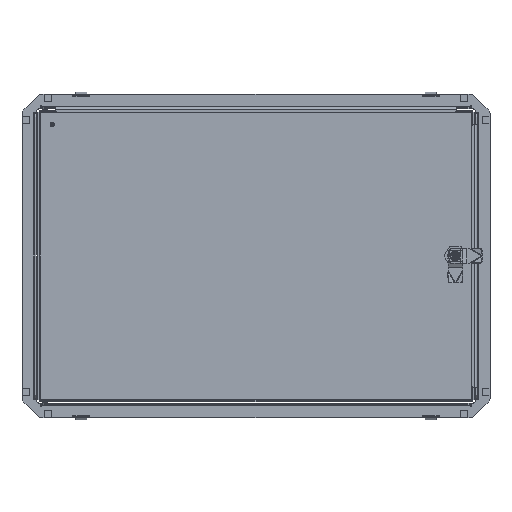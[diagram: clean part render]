
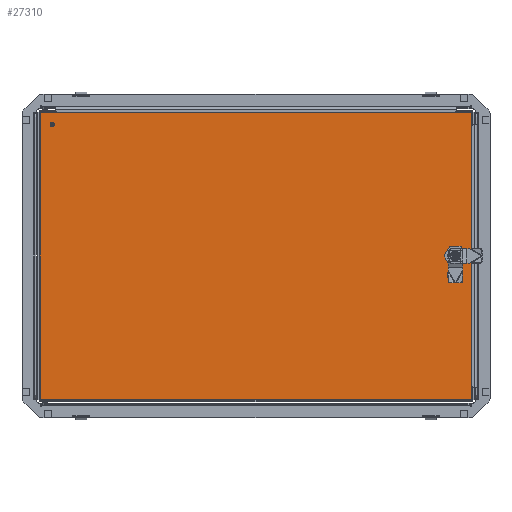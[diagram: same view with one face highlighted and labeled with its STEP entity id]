
A CAD part, front view. The second image highlights one B-rep face of the part: STEP entity #27310.
In plain terms, the highlighted face is planar.
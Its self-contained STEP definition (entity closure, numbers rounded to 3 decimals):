
#126 = ORIENTED_EDGE ( 'NONE', *, *, #23883, .T. ) ;
#390 = EDGE_CURVE ( 'NONE', #17095, #4780, #5337, .T. ) ;
#586 = ORIENTED_EDGE ( 'NONE', *, *, #4776, .T. ) ;
#674 = ORIENTED_EDGE ( 'NONE', *, *, #915, .T. ) ;
#748 = VERTEX_POINT ( 'NONE', #23930 ) ;
#871 = CIRCLE ( 'NONE', #16998, 3. ) ;
#915 = EDGE_CURVE ( 'NONE', #28972, #19315, #20760, .T. ) ;
#1462 = CARTESIAN_POINT ( 'NONE',  ( -298.75, 0., -2. ) ) ;
#1776 = DIRECTION ( 'NONE',  ( 0., 0., -1. ) ) ;
#2104 = CARTESIAN_POINT ( 'NONE',  ( -298.75, -198.5, -2. ) ) ;
#2218 = CARTESIAN_POINT ( 'NONE',  ( 276.25, 0., -2. ) ) ;
#2966 = DIRECTION ( 'NONE',  ( 1., 0., 0. ) ) ;
#3027 = LINE ( 'NONE', #7613, #8443 ) ;
#3054 = DIRECTION ( 'NONE',  ( 0., 1., 0. ) ) ;
#3426 = DIRECTION ( 'NONE',  ( 0., 0., 1. ) ) ;
#3573 = VERTEX_POINT ( 'NONE', #10950 ) ;
#3920 = EDGE_CURVE ( 'NONE', #4780, #18793, #12112, .T. ) ;
#4012 = VERTEX_POINT ( 'NONE', #26718 ) ;
#4239 = ORIENTED_EDGE ( 'NONE', *, *, #3920, .T. ) ;
#4255 = ORIENTED_EDGE ( 'NONE', *, *, #6360, .T. ) ;
#4282 = AXIS2_PLACEMENT_3D ( 'NONE', #2218, #27662, #11232 ) ;
#4297 = CARTESIAN_POINT ( 'NONE',  ( 286.3, 5.056, -2. ) ) ;
#4539 = DIRECTION ( 'NONE',  ( 1., 0., 0. ) ) ;
#4697 = EDGE_CURVE ( 'NONE', #7818, #8451, #871, .T. ) ;
#4748 = DIRECTION ( 'NONE',  ( 1., 0., 0. ) ) ;
#4776 = EDGE_CURVE ( 'NONE', #11829, #748, #27618, .T. ) ;
#4780 = VERTEX_POINT ( 'NONE', #4297 ) ;
#4826 = DIRECTION ( 'NONE',  ( -1., 0., 0. ) ) ;
#4870 = DIRECTION ( 'NONE',  ( 0., -1., 0. ) ) ;
#5129 = EDGE_LOOP ( 'NONE', ( #24598, #674, #20210, #15707 ) ) ;
#5328 = VECTOR ( 'NONE', #27822, 1000. ) ;
#5337 = LINE ( 'NONE', #14524, #28505 ) ;
#5737 = VERTEX_POINT ( 'NONE', #9319 ) ;
#5972 = EDGE_CURVE ( 'NONE', #3573, #11829, #25334, .T. ) ;
#6031 = LINE ( 'NONE', #1462, #28642 ) ;
#6198 = AXIS2_PLACEMENT_3D ( 'NONE', #9123, #18461, #27844 ) ;
#6360 = EDGE_CURVE ( 'NONE', #26227, #3573, #16528, .T. ) ;
#7128 = CARTESIAN_POINT ( 'NONE',  ( 0., 0., -2. ) ) ;
#7613 = CARTESIAN_POINT ( 'NONE',  ( 298.75, 0., -2. ) ) ;
#7724 = AXIS2_PLACEMENT_3D ( 'NONE', #25533, #13879, #20149 ) ;
#7818 = VERTEX_POINT ( 'NONE', #26305 ) ;
#7941 = CARTESIAN_POINT ( 'NONE',  ( 281.306, 10.05, -2. ) ) ;
#8443 = VECTOR ( 'NONE', #4870, 1000. ) ;
#8451 = VERTEX_POINT ( 'NONE', #14892 ) ;
#9123 = CARTESIAN_POINT ( 'NONE',  ( -282.25, -182., -2. ) ) ;
#9157 = CIRCLE ( 'NONE', #6198, 3. ) ;
#9319 = CARTESIAN_POINT ( 'NONE',  ( 298.75, -198.5, -2. ) ) ;
#9771 = DIRECTION ( 'NONE',  ( -1., 0., 0. ) ) ;
#10660 = VECTOR ( 'NONE', #4748, 1000. ) ;
#10950 = CARTESIAN_POINT ( 'NONE',  ( 266.2, -5.056, -2. ) ) ;
#11232 = DIRECTION ( 'NONE',  ( 1., 0., 0. ) ) ;
#11829 = VERTEX_POINT ( 'NONE', #16694 ) ;
#11894 = CARTESIAN_POINT ( 'NONE',  ( 0., -198.5, -2. ) ) ;
#11996 = EDGE_CURVE ( 'NONE', #5737, #24933, #30298, .T. ) ;
#12080 = CARTESIAN_POINT ( 'NONE',  ( -282.25, -182., -2. ) ) ;
#12112 = CIRCLE ( 'NONE', #20404, 11.25 ) ;
#12176 = EDGE_CURVE ( 'NONE', #18793, #4012, #18437, .T. ) ;
#12468 = DIRECTION ( 'NONE',  ( 1., 0., 0. ) ) ;
#13119 = ORIENTED_EDGE ( 'NONE', *, *, #5972, .T. ) ;
#13879 = DIRECTION ( 'NONE',  ( 0., 0., 1. ) ) ;
#14165 = FACE_BOUND ( 'NONE', #22816, .T. ) ;
#14360 = CARTESIAN_POINT ( 'NONE',  ( -298.75, 198.5, -2. ) ) ;
#14524 = CARTESIAN_POINT ( 'NONE',  ( 286.3, -5.056, -2. ) ) ;
#14586 = CIRCLE ( 'NONE', #7724, 11.25 ) ;
#14741 = DIRECTION ( 'NONE',  ( 0., 0., 1. ) ) ;
#14892 = CARTESIAN_POINT ( 'NONE',  ( -285.25, -182., -2. ) ) ;
#15345 = EDGE_CURVE ( 'NONE', #4012, #26227, #21080, .T. ) ;
#15707 = ORIENTED_EDGE ( 'NONE', *, *, #11996, .T. ) ;
#15851 = PLANE ( 'NONE',  #19113 ) ;
#16003 = FACE_OUTER_BOUND ( 'NONE', #5129, .T. ) ;
#16425 = EDGE_LOOP ( 'NONE', ( #22873, #24181 ) ) ;
#16528 = LINE ( 'NONE', #26058, #29779 ) ;
#16694 = CARTESIAN_POINT ( 'NONE',  ( 271.194, -10.05, -2. ) ) ;
#16998 = AXIS2_PLACEMENT_3D ( 'NONE', #12080, #21407, #9771 ) ;
#17095 = VERTEX_POINT ( 'NONE', #19068 ) ;
#17224 = ORIENTED_EDGE ( 'NONE', *, *, #12176, .T. ) ;
#17462 = ORIENTED_EDGE ( 'NONE', *, *, #390, .T. ) ;
#18372 = CARTESIAN_POINT ( 'NONE',  ( 266.2, 5.056, -2. ) ) ;
#18437 = LINE ( 'NONE', #29796, #5328 ) ;
#18461 = DIRECTION ( 'NONE',  ( 0., 0., 1. ) ) ;
#18701 = CARTESIAN_POINT ( 'NONE',  ( 271.194, -10.05, -2. ) ) ;
#18793 = VERTEX_POINT ( 'NONE', #7941 ) ;
#19068 = CARTESIAN_POINT ( 'NONE',  ( 286.3, -5.056, -2. ) ) ;
#19113 = AXIS2_PLACEMENT_3D ( 'NONE', #7128, #1776, #25220 ) ;
#19134 = AXIS2_PLACEMENT_3D ( 'NONE', #24402, #3426, #12468 ) ;
#19315 = VERTEX_POINT ( 'NONE', #27383 ) ;
#20149 = DIRECTION ( 'NONE',  ( 1., 0., 0. ) ) ;
#20210 = ORIENTED_EDGE ( 'NONE', *, *, #28993, .T. ) ;
#20404 = AXIS2_PLACEMENT_3D ( 'NONE', #21487, #14741, #2966 ) ;
#20760 = LINE ( 'NONE', #26149, #27090 ) ;
#21080 = CIRCLE ( 'NONE', #19134, 11.25 ) ;
#21407 = DIRECTION ( 'NONE',  ( 0., 0., 1. ) ) ;
#21487 = CARTESIAN_POINT ( 'NONE',  ( 276.25, 0., -2. ) ) ;
#21528 = EDGE_CURVE ( 'NONE', #24933, #28972, #6031, .T. ) ;
#22785 = EDGE_CURVE ( 'NONE', #8451, #7818, #9157, .T. ) ;
#22816 = EDGE_LOOP ( 'NONE', ( #126, #17462, #4239, #17224, #23110, #4255, #13119, #586 ) ) ;
#22873 = ORIENTED_EDGE ( 'NONE', *, *, #22785, .T. ) ;
#23110 = ORIENTED_EDGE ( 'NONE', *, *, #15345, .T. ) ;
#23742 = DIRECTION ( 'NONE',  ( 0., -1., 0. ) ) ;
#23883 = EDGE_CURVE ( 'NONE', #748, #17095, #14586, .T. ) ;
#23930 = CARTESIAN_POINT ( 'NONE',  ( 281.306, -10.05, -2. ) ) ;
#24181 = ORIENTED_EDGE ( 'NONE', *, *, #4697, .T. ) ;
#24402 = CARTESIAN_POINT ( 'NONE',  ( 276.25, 0., -2. ) ) ;
#24598 = ORIENTED_EDGE ( 'NONE', *, *, #21528, .T. ) ;
#24751 = DIRECTION ( 'NONE',  ( 0., 1., 0. ) ) ;
#24895 = VECTOR ( 'NONE', #4826, 1000. ) ;
#24933 = VERTEX_POINT ( 'NONE', #2104 ) ;
#25220 = DIRECTION ( 'NONE',  ( -1., 0., 0. ) ) ;
#25334 = CIRCLE ( 'NONE', #4282, 11.25 ) ;
#25533 = CARTESIAN_POINT ( 'NONE',  ( 276.25, 0., -2. ) ) ;
#26058 = CARTESIAN_POINT ( 'NONE',  ( 266.2, -5.056, -2. ) ) ;
#26149 = CARTESIAN_POINT ( 'NONE',  ( 0., 198.5, -2. ) ) ;
#26227 = VERTEX_POINT ( 'NONE', #18372 ) ;
#26305 = CARTESIAN_POINT ( 'NONE',  ( -279.25, -182., -2. ) ) ;
#26718 = CARTESIAN_POINT ( 'NONE',  ( 271.194, 10.05, -2. ) ) ;
#27090 = VECTOR ( 'NONE', #4539, 1000. ) ;
#27310 = ADVANCED_FACE ( 'NONE', ( #16003, #14165, #30149 ), #15851, .T. ) ;
#27383 = CARTESIAN_POINT ( 'NONE',  ( 298.75, 198.5, -2. ) ) ;
#27618 = LINE ( 'NONE', #18701, #10660 ) ;
#27662 = DIRECTION ( 'NONE',  ( 0., 0., 1. ) ) ;
#27822 = DIRECTION ( 'NONE',  ( -1., 0., 0. ) ) ;
#27844 = DIRECTION ( 'NONE',  ( -1., 0., 0. ) ) ;
#28505 = VECTOR ( 'NONE', #3054, 1000. ) ;
#28642 = VECTOR ( 'NONE', #24751, 1000. ) ;
#28972 = VERTEX_POINT ( 'NONE', #14360 ) ;
#28993 = EDGE_CURVE ( 'NONE', #19315, #5737, #3027, .T. ) ;
#29779 = VECTOR ( 'NONE', #23742, 1000. ) ;
#29796 = CARTESIAN_POINT ( 'NONE',  ( 271.194, 10.05, -2. ) ) ;
#30149 = FACE_BOUND ( 'NONE', #16425, .T. ) ;
#30298 = LINE ( 'NONE', #11894, #24895 ) ;
